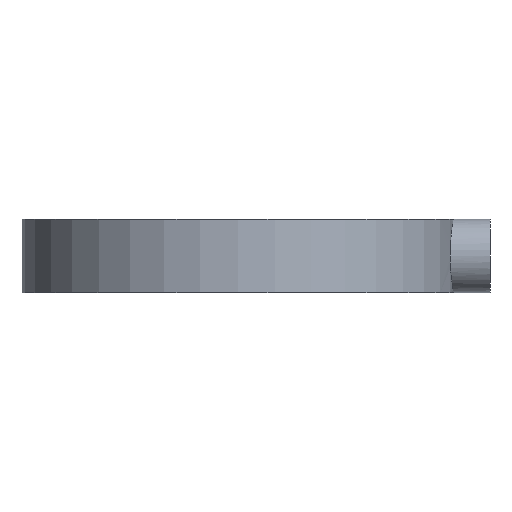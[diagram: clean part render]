
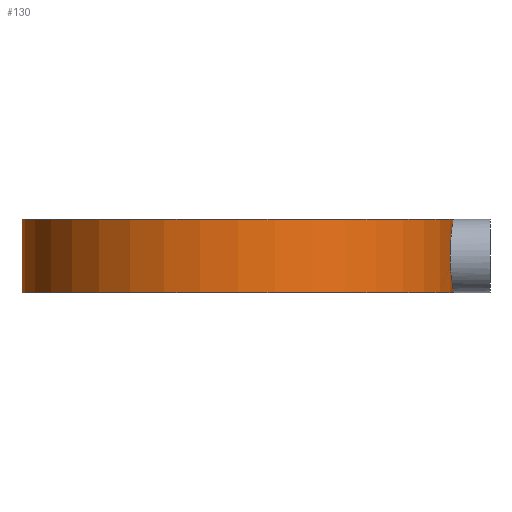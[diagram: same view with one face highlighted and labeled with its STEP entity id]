
A CAD part, front view. The second image highlights one B-rep face of the part: STEP entity #130.
In plain terms, the highlighted cylindrical face has radius 47 mm (diameter 94 mm), a partial arc.
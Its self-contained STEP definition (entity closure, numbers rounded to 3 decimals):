
#25=FACE_OUTER_BOUND('',#35,.T.);
#35=EDGE_LOOP('',(#104,#105,#106,#107,#108));
#44=B_SPLINE_CURVE_WITH_KNOTS('',3,(#274,#275,#276,#277,#278,#279,#280,
#281,#282,#283),.UNSPECIFIED.,.F.,.F.,(4,2,2,2,4),(4.832,5.134,
5.436,5.738,6.04),.UNSPECIFIED.);
#45=B_SPLINE_CURVE_WITH_KNOTS('',3,(#287,#288,#289,#290,#291,#292,#293,
#294,#295,#296),.UNSPECIFIED.,.F.,.F.,(4,2,2,2,4),(3.624,3.926,
4.228,4.53,4.832),.UNSPECIFIED.);
#50=CIRCLE('',#158,47.);
#51=CIRCLE('',#159,47.);
#54=LINE('',#210,#58);
#58=VECTOR('',#170,47.);
#62=VERTEX_POINT('',#208);
#63=VERTEX_POINT('',#209);
#64=VERTEX_POINT('',#211);
#65=VERTEX_POINT('',#213);
#68=VERTEX_POINT('',#273);
#72=EDGE_CURVE('',#62,#63,#54,.T.);
#79=EDGE_CURVE('',#68,#64,#44,.T.);
#82=EDGE_CURVE('',#65,#68,#45,.T.);
#83=EDGE_CURVE('',#63,#65,#50,.T.);
#84=EDGE_CURVE('',#62,#64,#51,.T.);
#104=ORIENTED_EDGE('',*,*,#72,.T.);
#105=ORIENTED_EDGE('',*,*,#83,.T.);
#106=ORIENTED_EDGE('',*,*,#82,.T.);
#107=ORIENTED_EDGE('',*,*,#79,.T.);
#108=ORIENTED_EDGE('',*,*,#84,.F.);
#123=CYLINDRICAL_SURFACE('',#157,47.);
#130=ADVANCED_FACE('',(#25),#123,.T.);
#157=AXIS2_PLACEMENT_3D('',#298,#187,#188);
#158=AXIS2_PLACEMENT_3D('',#299,#189,#190);
#159=AXIS2_PLACEMENT_3D('',#300,#191,#192);
#170=DIRECTION('',(0.,0.,-1.));
#187=DIRECTION('center_axis',(0.,0.,1.));
#188=DIRECTION('ref_axis',(1.,0.,0.));
#189=DIRECTION('center_axis',(0.,0.,1.));
#190=DIRECTION('ref_axis',(1.,0.,0.));
#191=DIRECTION('center_axis',(0.,0.,1.));
#192=DIRECTION('ref_axis',(1.,0.,0.));
#208=CARTESIAN_POINT('',(-47.,0.,16.));
#209=CARTESIAN_POINT('',(-47.,0.,0.));
#210=CARTESIAN_POINT('',(-47.,0.,0.));
#211=CARTESIAN_POINT('',(47.,0.,16.));
#213=CARTESIAN_POINT('',(47.,0.,0.));
#273=CARTESIAN_POINT('',(46.314,-8.,8.));
#274=CARTESIAN_POINT('Ctrl Pts',(46.314,-8.,8.));
#275=CARTESIAN_POINT('Ctrl Pts',(46.314,-8.,9.007));
#276=CARTESIAN_POINT('Ctrl Pts',(46.35,-7.798,10.079));
#277=CARTESIAN_POINT('Ctrl Pts',(46.48,-6.981,12.049));
#278=CARTESIAN_POINT('Ctrl Pts',(46.572,-6.366,12.948));
#279=CARTESIAN_POINT('Ctrl Pts',(46.744,-4.948,14.366));
#280=CARTESIAN_POINT('Ctrl Pts',(46.836,-4.049,14.981));
#281=CARTESIAN_POINT('Ctrl Pts',(46.964,-2.079,15.798));
#282=CARTESIAN_POINT('Ctrl Pts',(47.,-1.007,16.));
#283=CARTESIAN_POINT('Ctrl Pts',(47.,0.,
16.));
#287=CARTESIAN_POINT('Ctrl Pts',(47.,0.,
0.));
#288=CARTESIAN_POINT('Ctrl Pts',(47.,-1.007,0.));
#289=CARTESIAN_POINT('Ctrl Pts',(46.964,-2.079,0.202));
#290=CARTESIAN_POINT('Ctrl Pts',(46.836,-4.049,1.019));
#291=CARTESIAN_POINT('Ctrl Pts',(46.744,-4.948,1.634));
#292=CARTESIAN_POINT('Ctrl Pts',(46.572,-6.366,3.052));
#293=CARTESIAN_POINT('Ctrl Pts',(46.48,-6.981,3.951));
#294=CARTESIAN_POINT('Ctrl Pts',(46.35,-7.798,5.921));
#295=CARTESIAN_POINT('Ctrl Pts',(46.314,-8.,6.993));
#296=CARTESIAN_POINT('Ctrl Pts',(46.314,-8.,8.));
#298=CARTESIAN_POINT('Origin',(0.,0.,0.));
#299=CARTESIAN_POINT('Origin',(0.,0.,0.));
#300=CARTESIAN_POINT('Origin',(0.,0.,16.));
